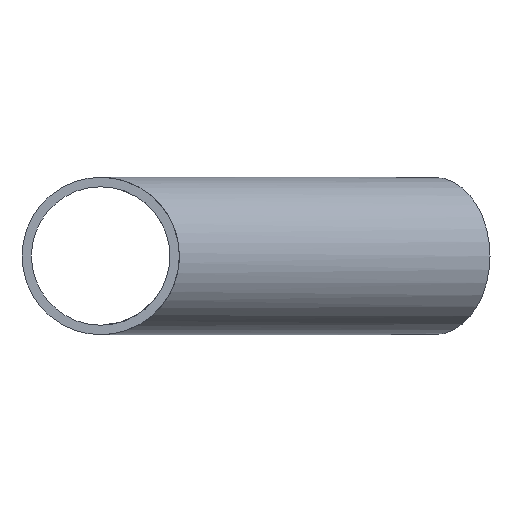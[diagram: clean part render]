
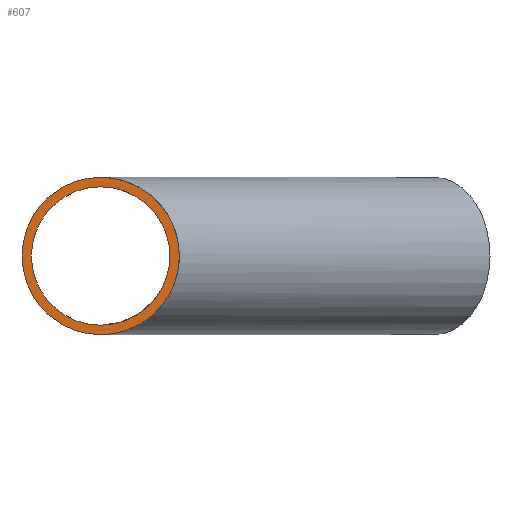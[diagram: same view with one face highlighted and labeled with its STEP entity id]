
A CAD part, front view. The second image highlights one B-rep face of the part: STEP entity #607.
In plain terms, the highlighted planar face has unit normal (0, -1, 0).
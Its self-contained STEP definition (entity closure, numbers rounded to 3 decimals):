
#261=CARTESIAN_POINT('',(-17.6,-67.,0.));
#262=VERTEX_POINT('',#261);
#269=CARTESIAN_POINT('',(0.,-67.,0.));
#270=DIRECTION('',(0.,1.,0.));
#271=DIRECTION('',(1.,0.,0.));
#272=AXIS2_PLACEMENT_3D('',#269,#270,#271);
#273=CIRCLE('',#272,17.6);
#274=EDGE_CURVE('',#262,#262,#273,.T.);
#545=CARTESIAN_POINT('',(-20.,-67.,0.));
#546=VERTEX_POINT('',#545);
#553=CARTESIAN_POINT('',(20.,-67.,0.));
#554=VERTEX_POINT('',#553);
#555=CARTESIAN_POINT('',(0.,-67.,0.));
#556=DIRECTION('',(0.,1.,0.));
#557=DIRECTION('',(1.,0.,0.));
#558=AXIS2_PLACEMENT_3D('',#555,#556,#557);
#559=CIRCLE('',#558,20.);
#560=EDGE_CURVE('',#546,#554,#559,.T.);
#562=EDGE_CURVE('',#554,#546,#559,.T.);
#595=ORIENTED_EDGE('',*,*,#562,.F.);
#596=ORIENTED_EDGE('',*,*,#560,.F.);
#597=EDGE_LOOP('',(#595,#596));
#598=FACE_OUTER_BOUND('',#597,.T.);
#599=ORIENTED_EDGE('',*,*,#274,.T.);
#600=EDGE_LOOP('',(#599));
#601=FACE_BOUND('',#600,.T.);
#602=CARTESIAN_POINT('',(0.,-67.,0.));
#603=DIRECTION('',(0.,1.,0.));
#604=DIRECTION('',(0.,0.,1.));
#605=AXIS2_PLACEMENT_3D('',#602,#603,#604);
#606=PLANE('',#605);
#607=ADVANCED_FACE('',(#598,#601),#606,.F.);
